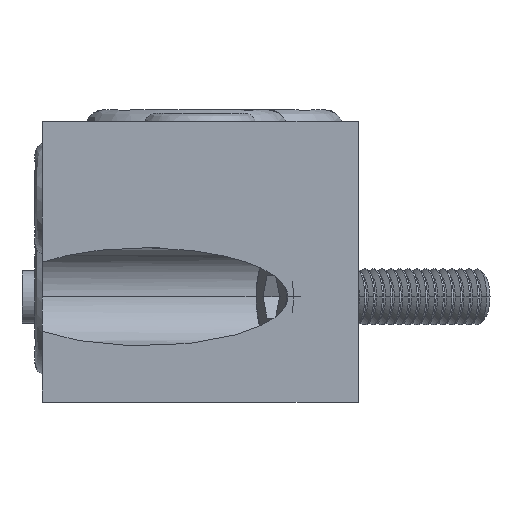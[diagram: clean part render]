
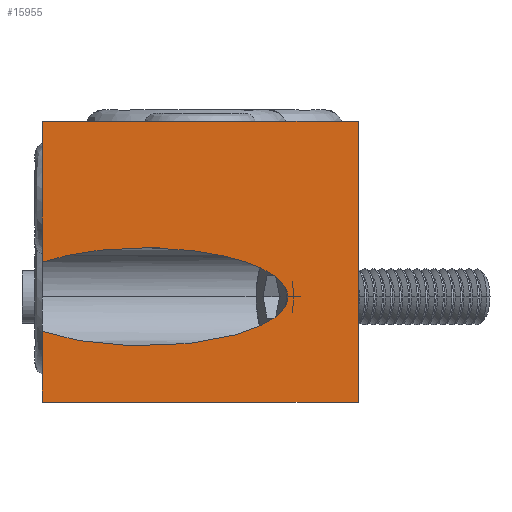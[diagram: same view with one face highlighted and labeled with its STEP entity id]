
A CAD part, left-side view. The second image highlights one B-rep face of the part: STEP entity #15955.
In plain terms, the highlighted planar face has unit normal (-1, 0, 0).
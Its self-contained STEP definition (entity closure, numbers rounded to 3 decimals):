
#360 = EDGE_CURVE ( 'NONE', #4600, #515, #18719, .T. ) ;
#515 = VERTEX_POINT ( 'NONE', #13902 ) ;
#569 = EDGE_CURVE ( 'NONE', #15469, #17873, #1109, .T. ) ;
#790 = FACE_OUTER_BOUND ( 'NONE', #11418, .T. ) ;
#1109 = LINE ( 'NONE', #10197, #17178 ) ;
#1146 = CARTESIAN_POINT ( 'NONE',  ( 9.975, 43.611, 47.475 ) ) ;
#1269 = DIRECTION ( 'NONE',  ( 0., 0., 1. ) ) ;
#2605 = CARTESIAN_POINT ( 'NONE',  ( 9.975, 38.615, 39.975 ) ) ;
#3380 = VECTOR ( 'NONE', #1269, 1000. ) ;
#3536 = PLANE ( 'NONE',  #19421 ) ;
#4250 = CARTESIAN_POINT ( 'NONE',  ( 9.975, 61.115, 45.012 ) ) ;
#4600 = VERTEX_POINT ( 'NONE', #13250 ) ;
#5241 = CARTESIAN_POINT ( 'NONE',  ( 9.975, 38.615, 39.975 ) ) ;
#5279 = VERTEX_POINT ( 'NONE', #14040 ) ;
#5474 = VERTEX_POINT ( 'NONE', #8915 ) ;
#6769 = DIRECTION ( 'NONE',  ( 0., 0., -1. ) ) ;
#6966 = ORIENTED_EDGE ( 'NONE', *, *, #569, .T. ) ;
#7384 = CARTESIAN_POINT ( 'NONE',  ( 9.975, 43.611, 43.798 ) ) ;
#7896 = ORIENTED_EDGE ( 'NONE', *, *, #18307, .F. ) ;
#7984 = EDGE_CURVE ( 'NONE', #5279, #15469, #17886, .T. ) ;
#8130 = ORIENTED_EDGE ( 'NONE', *, *, #18220, .F. ) ;
#8191 = DIRECTION ( 'NONE',  ( 0., 0., 1. ) ) ;
#8199 = CARTESIAN_POINT ( 'NONE',  ( 9.975, 38.615, 59.975 ) ) ;
#8505 = DIRECTION ( 'NONE',  ( 0., 0., 1. ) ) ;
#8841 = ORIENTED_EDGE ( 'NONE', *, *, #11240, .F. ) ;
#8915 = CARTESIAN_POINT ( 'NONE',  ( 9.975, 61.115, 59.975 ) ) ;
#9527 = ORIENTED_EDGE ( 'NONE', *, *, #15121, .F. ) ;
#10197 = CARTESIAN_POINT ( 'NONE',  ( 9.975, 38.615, 59.975 ) ) ;
#10551 = CARTESIAN_POINT ( 'NONE',  ( 9.975, 38.615, 39.975 ) ) ;
#10624 = CARTESIAN_POINT ( 'NONE',  ( 9.975, 61.115, 59.975 ) ) ;
#11037 = LINE ( 'NONE', #10624, #3380 ) ;
#11240 = EDGE_CURVE ( 'NONE', #18007, #4600, #14552, .T. ) ;
#11418 = EDGE_LOOP ( 'NONE', ( #8130, #16581, #6966, #7896, #9527, #15325, #8841 ) ) ;
#11481 = LINE ( 'NONE', #8199, #15933 ) ;
#12198 = VECTOR ( 'NONE', #8191, 1000. ) ;
#12866 = VECTOR ( 'NONE', #16604, 1000. ) ;
#13250 = CARTESIAN_POINT ( 'NONE',  ( 9.975, 43.611, 47.475 ) ) ;
#13316 = CARTESIAN_POINT ( 'NONE',  ( 9.975, 53.552, 42.4 ) ) ;
#13902 = CARTESIAN_POINT ( 'NONE',  ( 9.975, 61.115, 49.937 ) ) ;
#14040 = CARTESIAN_POINT ( 'NONE',  ( 9.975, 61.115, 39.975 ) ) ;
#14114 = CARTESIAN_POINT ( 'NONE',  ( 9.975, 61.115, 59.975 ) ) ;
#14552 =( BOUNDED_CURVE ( )  B_SPLINE_CURVE ( 3, ( #4250, #13316, #7384, #17919 ),
 .UNSPECIFIED., .F., .T. ) 
 B_SPLINE_CURVE_WITH_KNOTS ( ( 4, 4 ),
 ( 0.78, 3.142 ),
 .UNSPECIFIED. ) 
 CURVE ( )  GEOMETRIC_REPRESENTATION_ITEM ( )  RATIONAL_B_SPLINE_CURVE ( ( 1., 0.587, 0.587, 1. ) ) 
 REPRESENTATION_ITEM ( '' )  );
#15121 = EDGE_CURVE ( 'NONE', #515, #5474, #16229, .T. ) ;
#15220 = CARTESIAN_POINT ( 'NONE',  ( 9.975, 61.115, 49.937 ) ) ;
#15325 = ORIENTED_EDGE ( 'NONE', *, *, #360, .F. ) ;
#15469 = VERTEX_POINT ( 'NONE', #2605 ) ;
#15695 = DIRECTION ( 'NONE',  ( 1., 0., 0. ) ) ;
#15933 = VECTOR ( 'NONE', #18770, 1000. ) ;
#15955 = ADVANCED_FACE ( 'NONE', ( #790 ), #3536, .F. ) ;
#16229 = LINE ( 'NONE', #14114, #12198 ) ;
#16581 = ORIENTED_EDGE ( 'NONE', *, *, #7984, .T. ) ;
#16604 = DIRECTION ( 'NONE',  ( 0., -1., 0. ) ) ;
#17005 = CARTESIAN_POINT ( 'NONE',  ( 9.975, 61.115, 45.012 ) ) ;
#17178 = VECTOR ( 'NONE', #8505, 1000. ) ;
#17873 = VERTEX_POINT ( 'NONE', #18034 ) ;
#17886 = LINE ( 'NONE', #10551, #12866 ) ;
#17919 = CARTESIAN_POINT ( 'NONE',  ( 9.975, 43.611, 47.475 ) ) ;
#17969 = CARTESIAN_POINT ( 'NONE',  ( 9.975, 53.552, 52.55 ) ) ;
#18007 = VERTEX_POINT ( 'NONE', #17005 ) ;
#18034 = CARTESIAN_POINT ( 'NONE',  ( 9.975, 38.615, 59.975 ) ) ;
#18040 = CARTESIAN_POINT ( 'NONE',  ( 9.975, 43.611, 51.151 ) ) ;
#18220 = EDGE_CURVE ( 'NONE', #5279, #18007, #11037, .T. ) ;
#18307 = EDGE_CURVE ( 'NONE', #5474, #17873, #11481, .T. ) ;
#18719 =( BOUNDED_CURVE ( )  B_SPLINE_CURVE ( 3, ( #1146, #18040, #17969, #15220 ),
 .UNSPECIFIED., .F., .T. ) 
 B_SPLINE_CURVE_WITH_KNOTS ( ( 4, 4 ),
 ( 3.142, 5.503 ),
 .UNSPECIFIED. ) 
 CURVE ( )  GEOMETRIC_REPRESENTATION_ITEM ( )  RATIONAL_B_SPLINE_CURVE ( ( 1., 0.587, 0.587, 1. ) ) 
 REPRESENTATION_ITEM ( '' )  );
#18770 = DIRECTION ( 'NONE',  ( 0., -1., 0. ) ) ;
#19421 = AXIS2_PLACEMENT_3D ( 'NONE', #5241, #15695, #6769 ) ;
